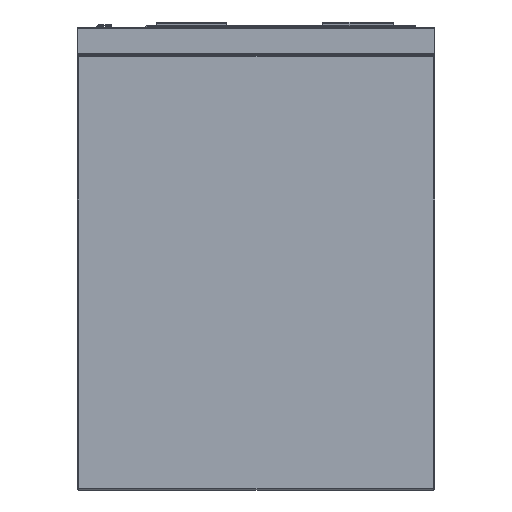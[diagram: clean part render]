
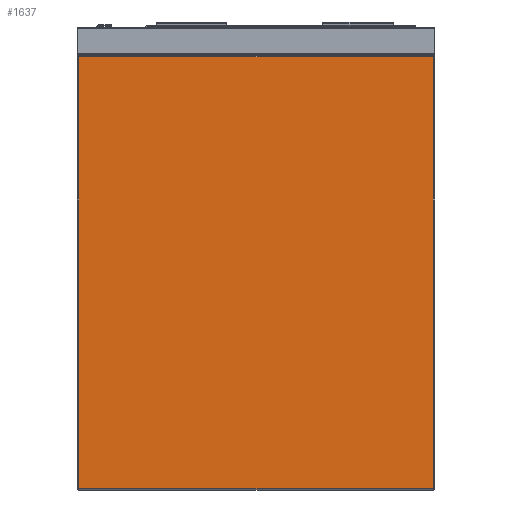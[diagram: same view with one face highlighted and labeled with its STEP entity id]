
A CAD part, left-side view. The second image highlights one B-rep face of the part: STEP entity #1637.
In plain terms, the highlighted planar face has unit normal (-1, 0, 0).
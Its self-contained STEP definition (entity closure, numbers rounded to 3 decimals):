
#1222 = DIRECTION ( 'NONE',  ( -1., 0., 0. ) ) ;
#1324 = EDGE_CURVE ( 'NONE', #1465, #30784, #36064, .T. ) ;
#1463 = EDGE_CURVE ( 'NONE', #30784, #8015, #15058, .T. ) ;
#1465 = VERTEX_POINT ( 'NONE', #34569 ) ;
#1637 = ADVANCED_FACE ( 'Fl�che7', ( #18192 ), #7664, .T. ) ;
#1793 = ORIENTED_EDGE ( 'NONE', *, *, #1324, .T. ) ;
#5142 = DIRECTION ( 'NONE',  ( 0., -1., 0. ) ) ;
#5277 = EDGE_LOOP ( 'NONE', ( #26334, #27395, #22475, #1793 ) ) ;
#5503 = CARTESIAN_POINT ( 'NONE',  ( -440., -255., -658. ) ) ;
#5714 = VECTOR ( 'NONE', #9975, 1000. ) ;
#6659 = LINE ( 'NONE', #12737, #5714 ) ;
#6968 = CARTESIAN_POINT ( 'NONE',  ( -440., -253., -658. ) ) ;
#7254 = VECTOR ( 'NONE', #7459, 1000. ) ;
#7459 = DIRECTION ( 'NONE',  ( 0., 1., 0. ) ) ;
#7513 = VECTOR ( 'NONE', #23327, 1000. ) ;
#7664 = PLANE ( 'NONE',  #18049 ) ;
#8015 = VERTEX_POINT ( 'NONE', #35999 ) ;
#9975 = DIRECTION ( 'NONE',  ( 0., 0., -1. ) ) ;
#10072 = CARTESIAN_POINT ( 'NONE',  ( -440., -255., -660. ) ) ;
#12107 = CARTESIAN_POINT ( 'NONE',  ( -440., -253., -660. ) ) ;
#12737 = CARTESIAN_POINT ( 'NONE',  ( -440., 253., -660. ) ) ;
#13368 = CARTESIAN_POINT ( 'NONE',  ( -440., 255., -42. ) ) ;
#15058 = LINE ( 'NONE', #12107, #7513 ) ;
#16925 = CARTESIAN_POINT ( 'NONE',  ( -440., 253., -42. ) ) ;
#18049 = AXIS2_PLACEMENT_3D ( 'NONE', #10072, #1222, #18731 ) ;
#18192 = FACE_OUTER_BOUND ( 'NONE', #5277, .T. ) ;
#18731 = DIRECTION ( 'NONE',  ( 0., -1., 0. ) ) ;
#19679 = EDGE_CURVE ( 'NONE', #8015, #32150, #32891, .T. ) ;
#22475 = ORIENTED_EDGE ( 'NONE', *, *, #23131, .T. ) ;
#23131 = EDGE_CURVE ( 'NONE', #32150, #1465, #6659, .T. ) ;
#23327 = DIRECTION ( 'NONE',  ( 0., 0., 1. ) ) ;
#26334 = ORIENTED_EDGE ( 'NONE', *, *, #1463, .T. ) ;
#26947 = VECTOR ( 'NONE', #5142, 1000. ) ;
#27395 = ORIENTED_EDGE ( 'NONE', *, *, #19679, .T. ) ;
#30784 = VERTEX_POINT ( 'NONE', #6968 ) ;
#32150 = VERTEX_POINT ( 'NONE', #16925 ) ;
#32891 = LINE ( 'NONE', #13368, #7254 ) ;
#34569 = CARTESIAN_POINT ( 'NONE',  ( -440., 253., -658. ) ) ;
#35999 = CARTESIAN_POINT ( 'NONE',  ( -440., -253., -42. ) ) ;
#36064 = LINE ( 'NONE', #5503, #26947 ) ;
